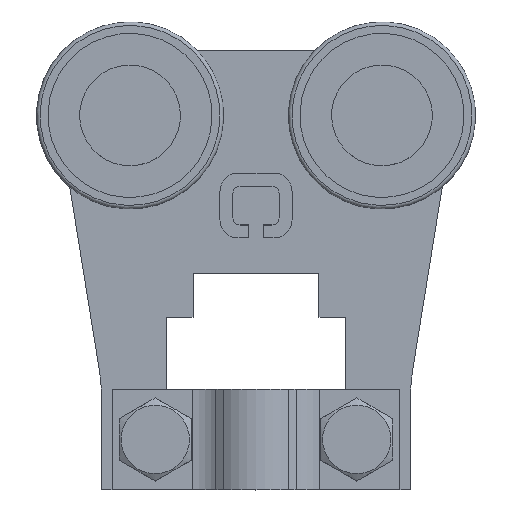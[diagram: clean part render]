
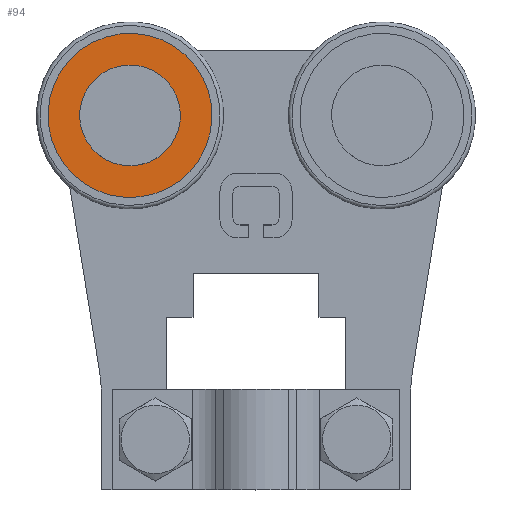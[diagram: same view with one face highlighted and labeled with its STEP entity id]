
A CAD part, top view. The second image highlights one B-rep face of the part: STEP entity #94.
In plain terms, the highlighted planar face has unit normal (0, 0, 1).
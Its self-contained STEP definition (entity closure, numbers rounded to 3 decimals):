
#94=ADVANCED_FACE('',(#3503,#3505),#3507,.T.);
#3503=FACE_BOUND('',#3504,.T.);
#3504=EDGE_LOOP('',(#6307));
#3505=FACE_BOUND('',#3506,.T.);
#3506=EDGE_LOOP('',(#6308));
#3507=PLANE('',#3508);
#3508=AXIS2_PLACEMENT_3D('',#3509,#3510,#3511);
#3509=CARTESIAN_POINT('',(-17.534,50.877,13.815));
#3510=DIRECTION('',(0.,0.,1.));
#3511=DIRECTION('',(-0.974,0.226,0.));
#6307=ORIENTED_EDGE('',*,*,#8024,.T.);
#6308=ORIENTED_EDGE('',*,*,#8023,.F.);
#8023=EDGE_CURVE('',#8886,#8886,#8887,.T.);
#8024=EDGE_CURVE('',#8888,#8888,#8889,.T.);
#8886=VERTEX_POINT('',#10323);
#8887=CIRCLE('',#10324,6.6);
#8888=VERTEX_POINT('',#10328);
#8889=CIRCLE('',#10329,11.4);
#10323=CARTESIAN_POINT('',(-23.964,52.365,13.815));
#10324=AXIS2_PLACEMENT_3D('',#10325,#10326,#10327);
#10325=CARTESIAN_POINT('',(-17.534,50.877,13.815));
#10326=DIRECTION('',(0.,0.,1.));
#10327=DIRECTION('',(-0.974,0.226,0.));
#10328=CARTESIAN_POINT('',(-28.641,53.447,13.815));
#10329=AXIS2_PLACEMENT_3D('',#10330,#10331,#10332);
#10330=CARTESIAN_POINT('',(-17.534,50.877,13.815));
#10331=DIRECTION('',(0.,0.,1.));
#10332=DIRECTION('',(-0.974,0.226,0.));
